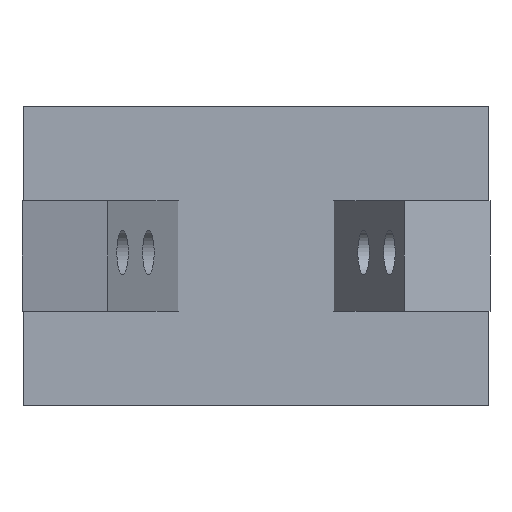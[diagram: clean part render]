
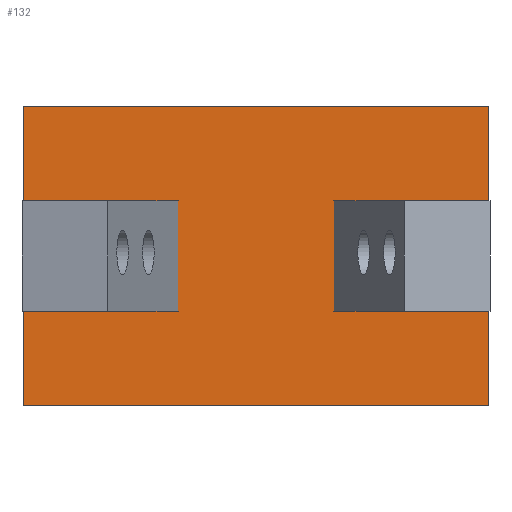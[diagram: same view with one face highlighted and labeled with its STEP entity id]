
A CAD part, left-side view. The second image highlights one B-rep face of the part: STEP entity #132.
In plain terms, the highlighted planar face has unit normal (-1, 0, 0).
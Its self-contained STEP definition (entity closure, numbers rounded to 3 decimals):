
#132=ADVANCED_FACE('',(#178),#160,.F.);
#160=PLANE('',#529);
#178=FACE_OUTER_BOUND('',#186,.T.);
#186=EDGE_LOOP('',(#244,#245,#246,#247));
#244=ORIENTED_EDGE('',*,*,#400,.T.);
#245=ORIENTED_EDGE('',*,*,#401,.F.);
#246=ORIENTED_EDGE('',*,*,#402,.F.);
#247=ORIENTED_EDGE('',*,*,#403,.T.);
#356=VERTEX_POINT('',#713);
#357=VERTEX_POINT('',#714);
#358=VERTEX_POINT('',#716);
#359=VERTEX_POINT('',#718);
#400=EDGE_CURVE('',#356,#357,#456,.T.);
#401=EDGE_CURVE('',#358,#357,#457,.T.);
#402=EDGE_CURVE('',#359,#358,#458,.T.);
#403=EDGE_CURVE('',#359,#356,#459,.T.);
#456=LINE('',#712,#492);
#457=LINE('',#715,#493);
#458=LINE('',#717,#494);
#459=LINE('',#719,#495);
#492=VECTOR('',#579,1.);
#493=VECTOR('',#580,1.);
#494=VECTOR('',#581,1.);
#495=VECTOR('',#582,1.);
#529=AXIS2_PLACEMENT_3D('',#720,#583,#584);
#579=DIRECTION('',(0.,-1.,0.));
#580=DIRECTION('',(0.,0.,-1.));
#581=DIRECTION('',(0.,-1.,0.));
#582=DIRECTION('',(0.,0.,-1.));
#583=DIRECTION('',(1.,0.,0.));
#584=DIRECTION('',(0.,0.,-1.));
#712=CARTESIAN_POINT('',(-27.5,21.,-13.5));
#713=CARTESIAN_POINT('',(-27.5,21.,-13.5));
#714=CARTESIAN_POINT('',(-27.5,-21.,-13.5));
#715=CARTESIAN_POINT('',(-27.5,-21.,13.5));
#716=CARTESIAN_POINT('',(-27.5,-21.,13.5));
#717=CARTESIAN_POINT('',(-27.5,21.,13.5));
#718=CARTESIAN_POINT('',(-27.5,21.,13.5));
#719=CARTESIAN_POINT('',(-27.5,21.,13.5));
#720=CARTESIAN_POINT('',(-27.5,21.,13.5));
